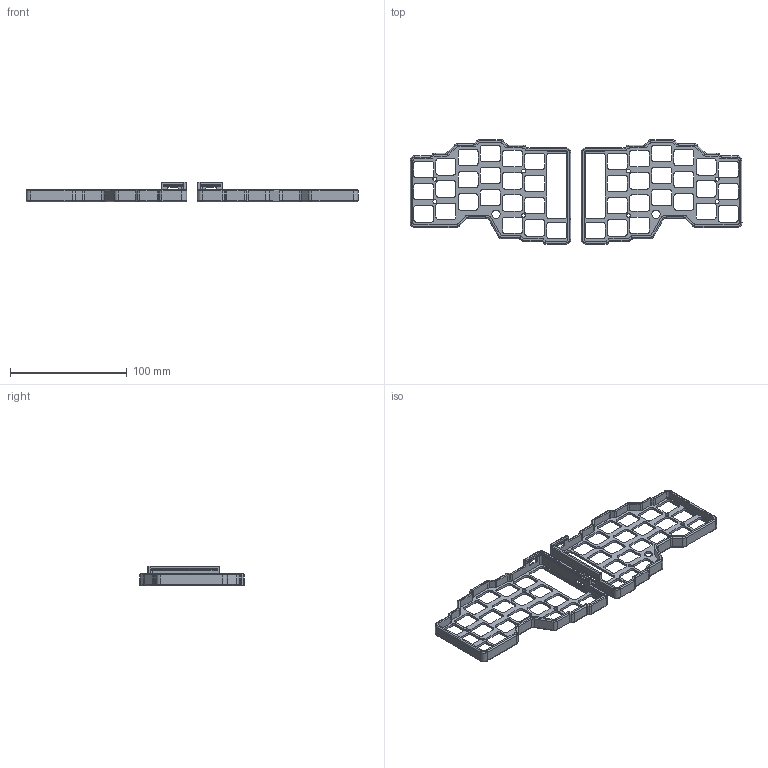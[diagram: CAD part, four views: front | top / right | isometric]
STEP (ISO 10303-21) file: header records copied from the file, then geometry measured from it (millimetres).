
FILE_DESCRIPTION(/* description */ (''),/* implementation_level */ '2;1');
FILE_NAME(/* name */ 'mriya-bumper-sla-v1.2.step',/* time_stamp */ '2024-07-29T20:30:49+03:00',/* author */ (''),/* organization */ (''),/* preprocessor_version */ 'ST-DEVELOPER v20',/* originating_system */ 'Autodesk Translation Framework v13.14.0.145',/* authorisation */ '');
FILE_SCHEMA (('AUTOMOTIVE_DESIGN { 1 0 10303 214 3 1 1 }'));
Length unit declared in the file: millimetre
Products named in the file (1): mriya-bumper-sla
Bounding box: 284.3 x 89.4 x 16.8 mm (x, y, z)
Volume: 36253.5 mm3; surface area: 39794.9 mm2
Topology: 2 solids, 2 shells, 972 faces, 2640 edges, 1680 vertices
Faces by surface type: cylinder 470, plane 376, torus 88, bspline 28, sphere 8, cone 2
Full cylindrical faces by diameter (mm): 3.2 x8, 7 x2
Entity records: 31431 total; most frequent: CARTESIAN_POINT 5841, DIRECTION 5596, ORIENTED_EDGE 5280, EDGE_CURVE 2640, AXIS2_PLACEMENT_3D 2015, VERTEX_POINT 1680, LINE 1566, VECTOR 1566
